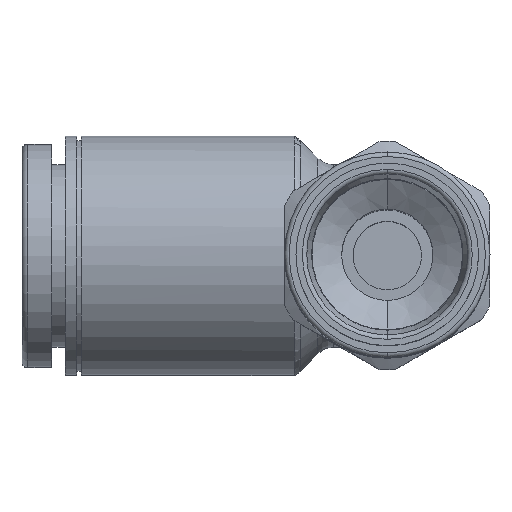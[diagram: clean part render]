
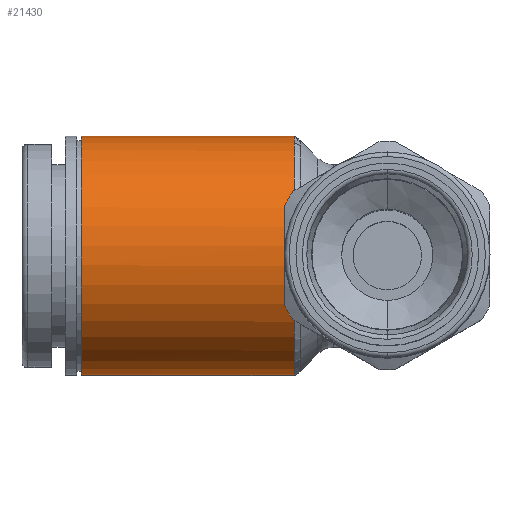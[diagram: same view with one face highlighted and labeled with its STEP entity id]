
A CAD part, top view. The second image highlights one B-rep face of the part: STEP entity #21430.
In plain terms, the highlighted cylindrical face has radius 5.25 mm (diameter 10.5 mm), a partial arc.
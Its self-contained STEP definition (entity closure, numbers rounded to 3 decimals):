
#20240=CARTESIAN_POINT('',(-4.078,0.,41.15)
);
#20250=DIRECTION('',(-1.,0.,0.));
#20260=DIRECTION('',(0.,-1.,0.));
#20270=AXIS2_PLACEMENT_3D('',#20240,#20250,#20260);
#20280=CIRCLE('',#20270,5.25);
#20290=CARTESIAN_POINT('',(-4.078,-0.416,
35.917));
#20300=VERTEX_POINT('',#20290);
#20310=CARTESIAN_POINT('',(-4.078,-5.25,41.15));
#20320=VERTEX_POINT('',#20310);
#20330=EDGE_CURVE('',#20300,#20320,#20280,.T.);
#20910=CARTESIAN_POINT('',(-4.078,5.25,41.15));
#20920=VERTEX_POINT('',#20910);
#20950=EDGE_CURVE('',#20920,#20300,#20280,.T.);
#21070=CARTESIAN_POINT('',(-8.683,0.,41.15)
);
#21080=DIRECTION('',(-1.,0.,0.));
#21090=DIRECTION('',(0.,1.,0.));
#21100=AXIS2_PLACEMENT_3D('',#21070,#21080,#21090);
#21110=CYLINDRICAL_SURFACE('',#21100,5.25);
#21120=CARTESIAN_POINT('',(-8.683,5.25,41.15));
#21130=DIRECTION('',(-1.,0.,0.));
#21140=VECTOR('',#21130,1.);
#21150=LINE('',#21120,#21140);
#21160=CARTESIAN_POINT('',(-13.4,5.25,41.15));
#21170=VERTEX_POINT('',#21160);
#21180=EDGE_CURVE('',#20920,#21170,#21150,.T.);
#21190=ORIENTED_EDGE('',*,*,#21180,.F.);
#21200=CARTESIAN_POINT('',(-13.4,0.,41.15));
#21210=DIRECTION('',(1.,0.,0.));
#21220=DIRECTION('',(0.,1.,0.));
#21230=AXIS2_PLACEMENT_3D('',#21200,#21210,#21220);
#21240=CIRCLE('',#21230,5.25);
#21250=CARTESIAN_POINT('',(-13.4,0.416,35.917));
#21260=VERTEX_POINT('',#21250);
#21270=EDGE_CURVE('',#21260,#21170,#21240,.T.);
#21280=ORIENTED_EDGE('',*,*,#21270,.T.);
#21290=CARTESIAN_POINT('',(-13.4,-5.25,41.15));
#21300=VERTEX_POINT('',#21290);
#21310=EDGE_CURVE('',#21300,#21260,#21240,.T.);
#21320=ORIENTED_EDGE('',*,*,#21310,.T.);
#21330=CARTESIAN_POINT('',(-8.683,-5.25,41.15));
#21340=DIRECTION('',(-1.,0.,0.));
#21350=VECTOR('',#21340,1.);
#21360=LINE('',#21330,#21350);
#21370=EDGE_CURVE('',#20320,#21300,#21360,.T.);
#21380=ORIENTED_EDGE('',*,*,#21370,.T.);
#21390=ORIENTED_EDGE('',*,*,#20330,.T.);
#21400=ORIENTED_EDGE('',*,*,#20950,.T.);
#21410=EDGE_LOOP('',(#21400,#21390,#21380,#21320,#21280,#21190));
#21420=FACE_OUTER_BOUND('',#21410,.T.);
#21430=ADVANCED_FACE('',(#21420),#21110,.T.);
